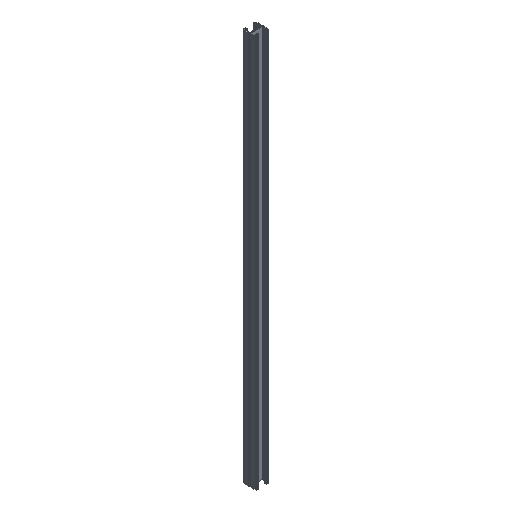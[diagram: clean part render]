
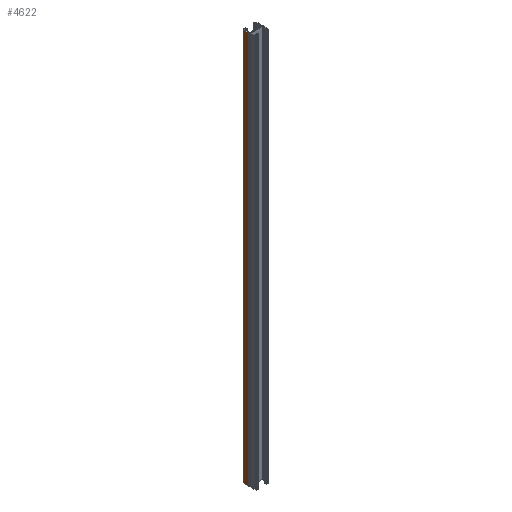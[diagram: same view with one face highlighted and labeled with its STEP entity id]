
A CAD part, isometric view. The second image highlights one B-rep face of the part: STEP entity #4622.
In plain terms, the highlighted planar face has unit normal (-1, 0, 0).
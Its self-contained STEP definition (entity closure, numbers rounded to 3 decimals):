
#413 = EDGE_CURVE ( 'NONE', #50628, #46231, #48034, .T. ) ;
#3580 = VERTEX_POINT ( 'NONE', #12980 ) ;
#4159 = CARTESIAN_POINT ( 'NONE',  ( -20.5, 0., 0. ) ) ;
#4622 = ADVANCED_FACE ( 'NONE', ( #22764 ), #34183, .F. ) ;
#4754 = CARTESIAN_POINT ( 'NONE',  ( -20.5, 18., -600. ) ) ;
#7096 = LINE ( 'NONE', #4159, #52551 ) ;
#7106 = CARTESIAN_POINT ( 'NONE',  ( -20.5, 0., -1200. ) ) ;
#7863 = EDGE_CURVE ( 'NONE', #46231, #9246, #35899, .T. ) ;
#9246 = VERTEX_POINT ( 'NONE', #18852 ) ;
#9794 = ORIENTED_EDGE ( 'NONE', *, *, #10919, .T. ) ;
#10919 = EDGE_CURVE ( 'NONE', #50628, #3580, #55517, .T. ) ;
#12851 = DIRECTION ( 'NONE',  ( 0., 1., 0. ) ) ;
#12980 = CARTESIAN_POINT ( 'NONE',  ( -20.5, 3., 0. ) ) ;
#14289 = VECTOR ( 'NONE', #16522, 1000. ) ;
#15090 = EDGE_LOOP ( 'NONE', ( #47838, #41788, #39810, #9794 ) ) ;
#16522 = DIRECTION ( 'NONE',  ( 0., 1., 0. ) ) ;
#18852 = CARTESIAN_POINT ( 'NONE',  ( -20.5, 18., 0. ) ) ;
#21096 = CARTESIAN_POINT ( 'NONE',  ( -20.5, 18., -1200. ) ) ;
#22764 = FACE_OUTER_BOUND ( 'NONE', #15090, .T. ) ;
#24217 = VECTOR ( 'NONE', #39971, 1000. ) ;
#26740 = EDGE_CURVE ( 'NONE', #3580, #9246, #7096, .T. ) ;
#27226 = AXIS2_PLACEMENT_3D ( 'NONE', #51507, #29963, #33999 ) ;
#27351 = CARTESIAN_POINT ( 'NONE',  ( -20.5, 3., -600. ) ) ;
#29963 = DIRECTION ( 'NONE',  ( 1., 0., 0. ) ) ;
#33999 = DIRECTION ( 'NONE',  ( 0., 0., -1. ) ) ;
#34183 = PLANE ( 'NONE',  #27226 ) ;
#35899 = LINE ( 'NONE', #4754, #24217 ) ;
#39810 = ORIENTED_EDGE ( 'NONE', *, *, #413, .F. ) ;
#39971 = DIRECTION ( 'NONE',  ( 0., 0., 1. ) ) ;
#40026 = DIRECTION ( 'NONE',  ( 0., 0., 1. ) ) ;
#41788 = ORIENTED_EDGE ( 'NONE', *, *, #7863, .F. ) ;
#43843 = VECTOR ( 'NONE', #40026, 1000. ) ;
#46231 = VERTEX_POINT ( 'NONE', #21096 ) ;
#47838 = ORIENTED_EDGE ( 'NONE', *, *, #26740, .T. ) ;
#48034 = LINE ( 'NONE', #7106, #14289 ) ;
#48449 = CARTESIAN_POINT ( 'NONE',  ( -20.5, 3., -1200. ) ) ;
#50628 = VERTEX_POINT ( 'NONE', #48449 ) ;
#51507 = CARTESIAN_POINT ( 'NONE',  ( -20.5, 0., -600. ) ) ;
#52551 = VECTOR ( 'NONE', #12851, 1000. ) ;
#55517 = LINE ( 'NONE', #27351, #43843 ) ;
